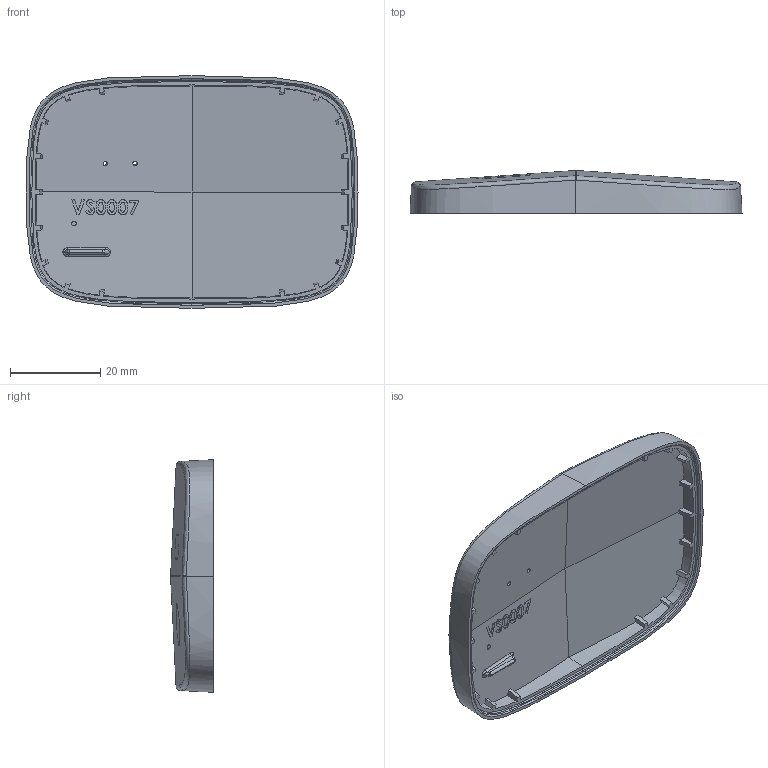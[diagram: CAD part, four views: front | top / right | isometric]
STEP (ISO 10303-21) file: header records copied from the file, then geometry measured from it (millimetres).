
FILE_DESCRIPTION (( 'STEP AP214' ), '1' );
FILE_NAME ('VS0007-A(Modified, With PinHoles).STEP', '2017-05-04T18:32:09', ( '' ), ( '' ), 'SwSTEP 2.0', 'SolidWorks 2016', '' );
FILE_SCHEMA (( 'AUTOMOTIVE_DESIGN' ));
Length unit declared in the file: millimetre
Products named in the file (1): VS0007-A(Modified, With PinHoles)
Bounding box: 73.5 x 9.49 x 51.5 mm (x, y, z)
Volume: 11876.1 mm3; surface area: 9333.5 mm2
Topology: 1 solids, 1 shells, 257 faces, 678 edges, 435 vertices
Faces by surface type: bspline 117, plane 111, cylinder 24, sphere 5
Entity records: 14479 total; most frequent: CARTESIAN_POINT 8963, ORIENTED_EDGE 1342, DIRECTION 776, EDGE_CURVE 671, VERTEX_POINT 433, VECTOR 340, LINE 340, EDGE_LOOP 278
